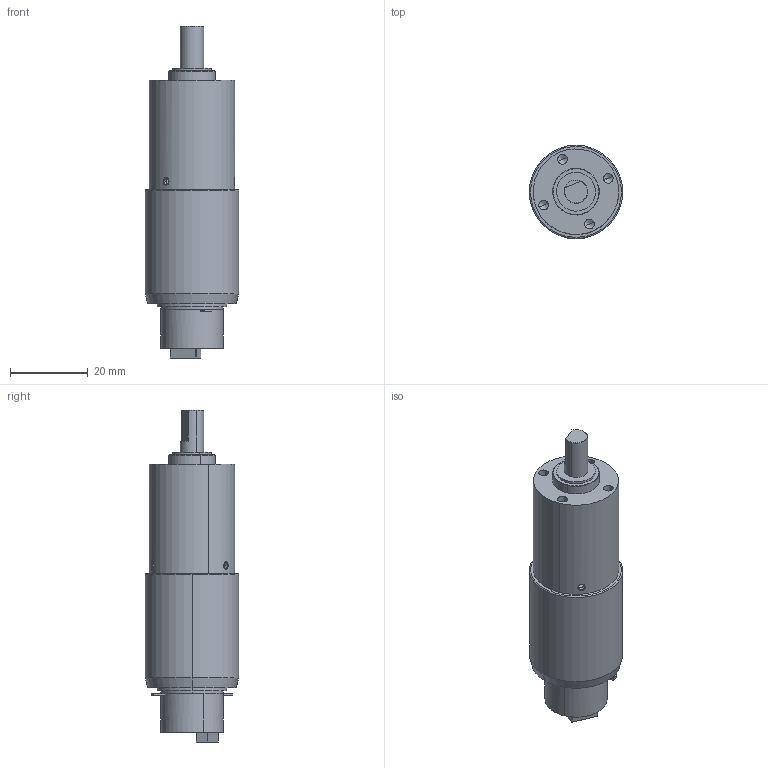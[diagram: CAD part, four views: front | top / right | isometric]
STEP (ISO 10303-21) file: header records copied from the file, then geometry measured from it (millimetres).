
FILE_DESCRIPTION (( 'STEP AP203' ), '1' );
FILE_NAME ('DCU24032+K16+PG22C-0064.STEP', '2021-07-14T09:23:07', ( '88' ), ( '' ), 'SwSTEP 2.0', 'SolidWorks 2014', '' );
FILE_SCHEMA (( 'CONFIG_CONTROL_DESIGN' ));
Length unit declared in the file: millimetre
Products named in the file (1): DCU24032+K16+PG22C-0064
Bounding box: 24 x 24 x 85.4 mm (x, y, z)
Volume: 25835.1 mm3; surface area: 8126.8 mm2
Topology: 5 solids, 5 shells, 242 faces, 584 edges, 362 vertices
Faces by surface type: cylinder 106, plane 88, cone 33, torus 15
Entity records: 7209 total; most frequent: CARTESIAN_POINT 1393, DIRECTION 1268, ORIENTED_EDGE 1128, EDGE_CURVE 564, AXIS2_PLACEMENT_3D 483, VERTEX_POINT 362, LINE 302, VECTOR 302
